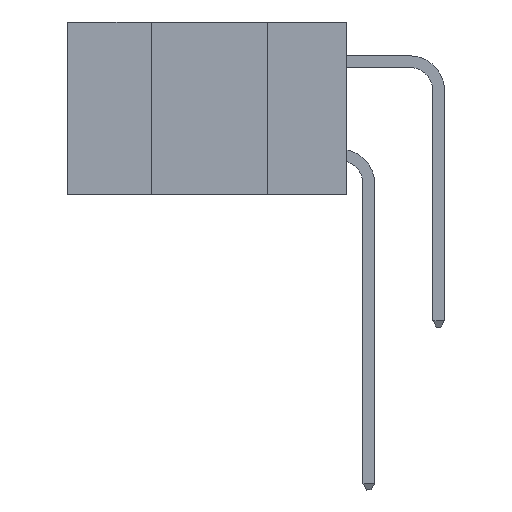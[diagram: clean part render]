
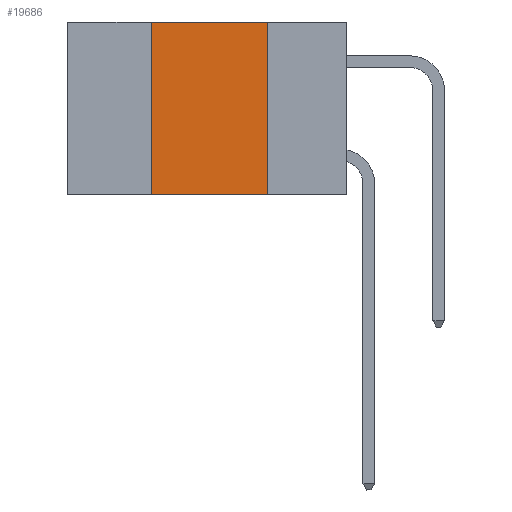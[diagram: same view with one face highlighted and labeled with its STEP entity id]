
A CAD part, left-side view. The second image highlights one B-rep face of the part: STEP entity #19686.
In plain terms, the highlighted planar face has unit normal (-1, 0, 0).
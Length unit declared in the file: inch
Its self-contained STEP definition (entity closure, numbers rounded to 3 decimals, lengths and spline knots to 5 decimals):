
#624 = VERTEX_POINT ( 'NONE', #29114 ) ;
#837 = ORIENTED_EDGE ( 'NONE', *, *, #35850, .F. ) ;
#3438 = VECTOR ( 'NONE', #29073, 39.37008 ) ;
#3522 = VECTOR ( 'NONE', #34715, 39.37008 ) ;
#5202 = DIRECTION ( 'NONE',  ( 0., 0., 1. ) ) ;
#6635 = FACE_OUTER_BOUND ( 'NONE', #32651, .T. ) ;
#6851 = VECTOR ( 'NONE', #5202, 39.37008 ) ;
#7350 = EDGE_CURVE ( 'NONE', #624, #38081, #22717, .T. ) ;
#9518 = LINE ( 'NONE', #16993, #3438 ) ;
#9940 = DIRECTION ( 'NONE',  ( 1., 0., 0. ) ) ;
#11377 = ORIENTED_EDGE ( 'NONE', *, *, #22263, .F. ) ;
#11863 = EDGE_CURVE ( 'NONE', #624, #24222, #33372, .T. ) ;
#12160 = DIRECTION ( 'NONE',  ( 0., -1., 0. ) ) ;
#12274 = CARTESIAN_POINT ( 'NONE',  ( 0., 0.6, 0. ) ) ;
#13591 = ORIENTED_EDGE ( 'NONE', *, *, #7350, .F. ) ;
#14390 = CARTESIAN_POINT ( 'NONE',  ( 0., 0.42, 0. ) ) ;
#15214 = CARTESIAN_POINT ( 'NONE',  ( 0., 0.17, 0. ) ) ;
#16615 = ORIENTED_EDGE ( 'NONE', *, *, #11863, .T. ) ;
#16993 = CARTESIAN_POINT ( 'NONE',  ( 0., 0.6, 0. ) ) ;
#19686 = ADVANCED_FACE ( 'NONE', ( #6635 ), #27653, .F. ) ;
#20119 = CARTESIAN_POINT ( 'NONE',  ( 0., 0.17, -0.37 ) ) ;
#20920 = CARTESIAN_POINT ( 'NONE',  ( 0., 0.6, -0.37 ) ) ;
#22263 = EDGE_CURVE ( 'NONE', #26152, #24222, #37629, .T. ) ;
#22717 = LINE ( 'NONE', #34591, #6851 ) ;
#22838 = CARTESIAN_POINT ( 'NONE',  ( 0., 0.17, 0. ) ) ;
#24222 = VERTEX_POINT ( 'NONE', #20119 ) ;
#26152 = VERTEX_POINT ( 'NONE', #15214 ) ;
#27471 = DIRECTION ( 'NONE',  ( 0., 0., -1. ) ) ;
#27653 = PLANE ( 'NONE',  #38137 ) ;
#29073 = DIRECTION ( 'NONE',  ( 0., -1., 0. ) ) ;
#29114 = CARTESIAN_POINT ( 'NONE',  ( 0., 0.42, -0.37 ) ) ;
#32651 = EDGE_LOOP ( 'NONE', ( #11377, #837, #13591, #16615 ) ) ;
#33372 = LINE ( 'NONE', #20920, #36627 ) ;
#34591 = CARTESIAN_POINT ( 'NONE',  ( 0., 0.42, 0. ) ) ;
#34715 = DIRECTION ( 'NONE',  ( 0., 0., -1. ) ) ;
#35850 = EDGE_CURVE ( 'NONE', #38081, #26152, #9518, .T. ) ;
#36627 = VECTOR ( 'NONE', #12160, 39.37008 ) ;
#37629 = LINE ( 'NONE', #22838, #3522 ) ;
#38081 = VERTEX_POINT ( 'NONE', #14390 ) ;
#38137 = AXIS2_PLACEMENT_3D ( 'NONE', #12274, #9940, #27471 ) ;
